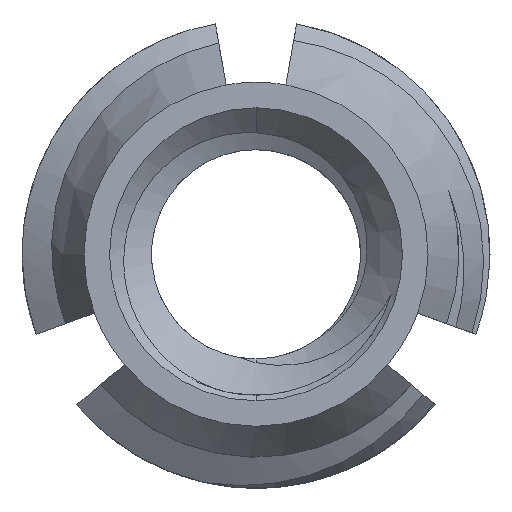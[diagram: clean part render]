
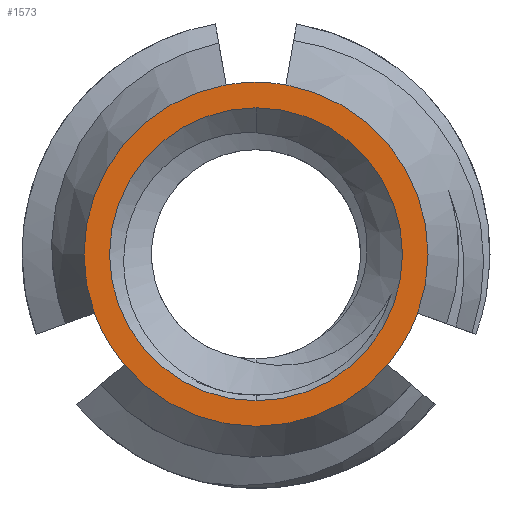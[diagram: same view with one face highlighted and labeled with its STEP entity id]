
A CAD part, front view. The second image highlights one B-rep face of the part: STEP entity #1573.
In plain terms, the highlighted planar face has unit normal (0, -1, 0).
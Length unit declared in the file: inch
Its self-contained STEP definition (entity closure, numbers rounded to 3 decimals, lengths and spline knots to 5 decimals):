
#70 = CARTESIAN_POINT ( 'NONE',  ( 0.06139, -0.218, -0.05151 ) ) ;
#137 = ORIENTED_EDGE ( 'NONE', *, *, #5452, .T. ) ;
#138 = CARTESIAN_POINT ( 'NONE',  ( -0.01391, -0.218, 0.07892 ) ) ;
#150 = CARTESIAN_POINT ( 'NONE',  ( 0., -0.218, -0.06823 ) ) ;
#211 = CARTESIAN_POINT ( 'NONE',  ( 0., -0.218, 0. ) ) ;
#478 = EDGE_LOOP ( 'NONE', ( #5350, #8358 ) ) ;
#572 = CARTESIAN_POINT ( 'NONE',  ( 0., -0.218, 0.08013 ) ) ;
#657 = DIRECTION ( 'NONE',  ( 0., 0., 1. ) ) ;
#947 = CARTESIAN_POINT ( 'NONE',  ( 0., -0.218, 0. ) ) ;
#970 = DIRECTION ( 'NONE',  ( 0., 0., 1. ) ) ;
#973 = ORIENTED_EDGE ( 'NONE', *, *, #4572, .T. ) ;
#983 = VERTEX_POINT ( 'NONE', #150 ) ;
#1153 = CARTESIAN_POINT ( 'NONE',  ( 0., -0.218, 0. ) ) ;
#1331 = ORIENTED_EDGE ( 'NONE', *, *, #4247, .T. ) ;
#1332 = EDGE_CURVE ( 'NONE', #7932, #7606, #6023, .T. ) ;
#1559 = AXIS2_PLACEMENT_3D ( 'NONE', #1153, #6468, #1924 ) ;
#1573 = ADVANCED_FACE ( 'NONE', ( #9534, #5537 ), #5906, .F. ) ;
#1712 = CIRCLE ( 'NONE', #2950, 0.08013 ) ;
#1716 = DIRECTION ( 'NONE',  ( 0., 0., 1. ) ) ;
#1761 = CARTESIAN_POINT ( 'NONE',  ( 0., -0.218, 0.06823 ) ) ;
#1924 = DIRECTION ( 'NONE',  ( 0., 0., 1. ) ) ;
#2029 = CARTESIAN_POINT ( 'NONE',  ( -0.0753, -0.218, -0.02741 ) ) ;
#2306 = CARTESIAN_POINT ( 'NONE',  ( 0., -0.218, 0. ) ) ;
#2362 = CIRCLE ( 'NONE', #6924, 0.08013 ) ;
#2446 = CIRCLE ( 'NONE', #5347, 0.06823 ) ;
#2544 = CIRCLE ( 'NONE', #1559, 0.08013 ) ;
#2551 = EDGE_CURVE ( 'NONE', #3895, #7932, #3184, .T. ) ;
#2638 = ORIENTED_EDGE ( 'NONE', *, *, #1332, .T. ) ;
#2665 = CIRCLE ( 'NONE', #5502, 0.08013 ) ;
#2950 = AXIS2_PLACEMENT_3D ( 'NONE', #2306, #7598, #3066 ) ;
#3055 = EDGE_CURVE ( 'NONE', #8186, #983, #2446, .T. ) ;
#3059 = DIRECTION ( 'NONE',  ( 0., -1., 0. ) ) ;
#3066 = DIRECTION ( 'NONE',  ( 0., 0., 1. ) ) ;
#3184 = CIRCLE ( 'NONE', #8554, 0.08013 ) ;
#3290 = DIRECTION ( 'NONE',  ( 0., 1., 0. ) ) ;
#3660 = DIRECTION ( 'NONE',  ( 0., 0., 1. ) ) ;
#3728 = CARTESIAN_POINT ( 'NONE',  ( 0., -0.218, 0. ) ) ;
#3895 = VERTEX_POINT ( 'NONE', #2029 ) ;
#4035 = DIRECTION ( 'NONE',  ( 0., -1., 0. ) ) ;
#4221 = EDGE_LOOP ( 'NONE', ( #973, #9438, #2638, #7738, #6875, #1331, #137 ) ) ;
#4247 = EDGE_CURVE ( 'NONE', #6984, #5411, #4321, .T. ) ;
#4321 = CIRCLE ( 'NONE', #7220, 0.08013 ) ;
#4494 = DIRECTION ( 'NONE',  ( 0., 0., 1. ) ) ;
#4572 = EDGE_CURVE ( 'NONE', #7675, #3895, #2665, .T. ) ;
#4661 = VERTEX_POINT ( 'NONE', #7173 ) ;
#5184 = DIRECTION ( 'NONE',  ( 0., -1., 0. ) ) ;
#5347 = AXIS2_PLACEMENT_3D ( 'NONE', #947, #6251, #1716 ) ;
#5350 = ORIENTED_EDGE ( 'NONE', *, *, #9702, .T. ) ;
#5411 = VERTEX_POINT ( 'NONE', #572 ) ;
#5452 = EDGE_CURVE ( 'NONE', #5411, #7675, #2544, .T. ) ;
#5499 = DIRECTION ( 'NONE',  ( 0., -1., 0. ) ) ;
#5502 = AXIS2_PLACEMENT_3D ( 'NONE', #8545, #4035, #9298 ) ;
#5537 = FACE_BOUND ( 'NONE', #478, .T. ) ;
#5906 = PLANE ( 'NONE',  #6318 ) ;
#6023 = CIRCLE ( 'NONE', #8997, 0.08013 ) ;
#6251 = DIRECTION ( 'NONE',  ( 0., 1., 0. ) ) ;
#6318 = AXIS2_PLACEMENT_3D ( 'NONE', #7441, #8184, #3660 ) ;
#6468 = DIRECTION ( 'NONE',  ( 0., -1., 0. ) ) ;
#6850 = CARTESIAN_POINT ( 'NONE',  ( 0.01391, -0.218, 0.07892 ) ) ;
#6854 = EDGE_CURVE ( 'NONE', #4661, #6984, #1712, .T. ) ;
#6875 = ORIENTED_EDGE ( 'NONE', *, *, #6854, .T. ) ;
#6924 = AXIS2_PLACEMENT_3D ( 'NONE', #211, #5499, #970 ) ;
#6984 = VERTEX_POINT ( 'NONE', #6850 ) ;
#7173 = CARTESIAN_POINT ( 'NONE',  ( 0.0753, -0.218, -0.02741 ) ) ;
#7220 = AXIS2_PLACEMENT_3D ( 'NONE', #7592, #3059, #8327 ) ;
#7441 = CARTESIAN_POINT ( 'NONE',  ( 0., -0.218, 0. ) ) ;
#7592 = CARTESIAN_POINT ( 'NONE',  ( 0., -0.218, 0. ) ) ;
#7598 = DIRECTION ( 'NONE',  ( 0., -1., 0. ) ) ;
#7606 = VERTEX_POINT ( 'NONE', #70 ) ;
#7675 = VERTEX_POINT ( 'NONE', #138 ) ;
#7738 = ORIENTED_EDGE ( 'NONE', *, *, #9608, .T. ) ;
#7806 = CARTESIAN_POINT ( 'NONE',  ( -0.06139, -0.218, -0.05151 ) ) ;
#7819 = CARTESIAN_POINT ( 'NONE',  ( 0., -0.218, 0. ) ) ;
#7907 = AXIS2_PLACEMENT_3D ( 'NONE', #7819, #3290, #8552 ) ;
#7932 = VERTEX_POINT ( 'NONE', #7806 ) ;
#8141 = CIRCLE ( 'NONE', #7907, 0.06823 ) ;
#8184 = DIRECTION ( 'NONE',  ( 0., 1., 0. ) ) ;
#8186 = VERTEX_POINT ( 'NONE', #1761 ) ;
#8327 = DIRECTION ( 'NONE',  ( 0., 0., 1. ) ) ;
#8358 = ORIENTED_EDGE ( 'NONE', *, *, #3055, .T. ) ;
#8545 = CARTESIAN_POINT ( 'NONE',  ( 0., -0.218, 0. ) ) ;
#8552 = DIRECTION ( 'NONE',  ( 0., 0., 1. ) ) ;
#8554 = AXIS2_PLACEMENT_3D ( 'NONE', #9684, #5184, #657 ) ;
#8992 = DIRECTION ( 'NONE',  ( 0., -1., 0. ) ) ;
#8997 = AXIS2_PLACEMENT_3D ( 'NONE', #3728, #8992, #4494 ) ;
#9298 = DIRECTION ( 'NONE',  ( 0., 0., 1. ) ) ;
#9438 = ORIENTED_EDGE ( 'NONE', *, *, #2551, .T. ) ;
#9534 = FACE_OUTER_BOUND ( 'NONE', #4221, .T. ) ;
#9608 = EDGE_CURVE ( 'NONE', #7606, #4661, #2362, .T. ) ;
#9684 = CARTESIAN_POINT ( 'NONE',  ( 0., -0.218, 0. ) ) ;
#9702 = EDGE_CURVE ( 'NONE', #983, #8186, #8141, .T. ) ;
